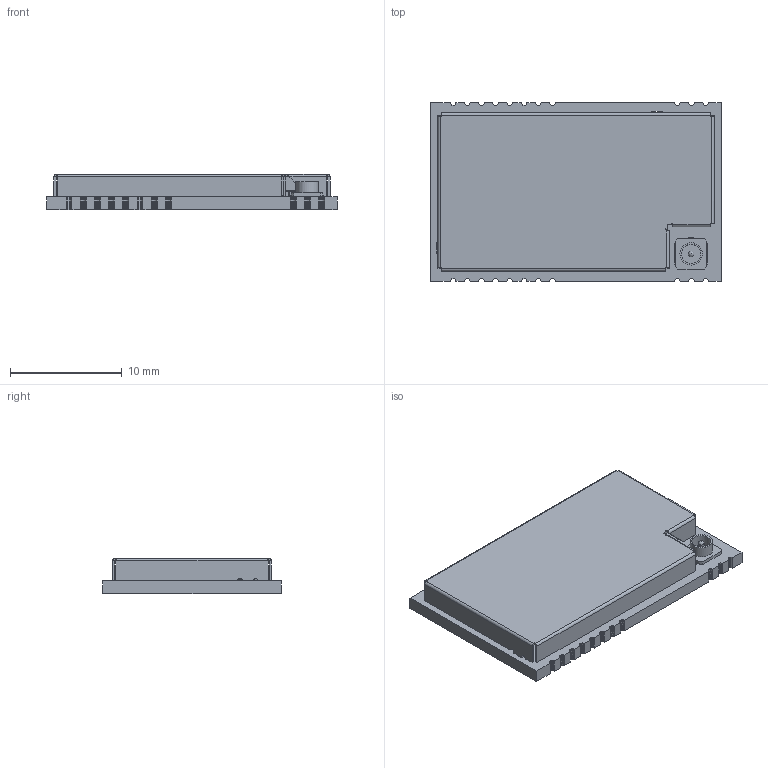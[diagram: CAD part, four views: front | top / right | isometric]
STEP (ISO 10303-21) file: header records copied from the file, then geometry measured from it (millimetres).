
FILE_DESCRIPTION(/* description */ (''),/* implementation_level */ '2;1');
FILE_NAME(/* name */ 'E220-900T22S(JP).step',/* time_stamp */ '2024-01-29T21:49:32+09:00',/* author */ (''),/* organization */ (''),/* preprocessor_version */ 'ST-DEVELOPER v20',/* originating_system */ 'Autodesk Translation Framework v12.14.0.127',/* authorisation */ '');
FILE_SCHEMA (('AUTOMOTIVE_DESIGN { 1 0 10303 214 3 1 1 }'));
Length unit declared in the file: millimetre
Products named in the file (80): E220-xxxT22S(3D); Board; C37; R9; R10; R11; R8; R7; LR2; C36; U4; User_Library-SOT23-5; C4; C1; XT1; User_Library-GeyerElectronics_KX7; U5; User_Library-SOT23-5_1; User_Library-SOT23-5_SOT23-5_Connector_Default; User_Library-SOT23-5_SOT23-5_Body_Default; R6; R5; User_Library-RESC0603X___; R4; R3; R2; R1; LR3; LR1; R0402; L9; L8; L7; L6; INDC2012X105N_EIA_0805; L5; L4; L3; L2; L1 ...
Assembly tree (143 placements, depth 4):
  E220-xxxT22S(3D)
    Board
    C37
      CAPC1005X56N_EIA_0402
    R9
      User_Library-RESC0603X___
    R10
      User_Library-RESC0603X___
    R11
      User_Library-RESC0603X___
    R8
      User_Library-RESC0603X___
    R7
      User_Library-RESC0603X___
    LR2
      R0402
    C36
      CAPC1005X56N_EIA_0402
    U4
      User_Library-SOT23-5
        User_Library-SOT23-5_SOT23-5_Connector_Default  x5
        User_Library-SOT23-5_SOT23-5_Body_Default
    C4
      CAPC1005X56N_EIA_0402
    C1
      CAPC1005X56N_EIA_0402
    XT1
      User_Library-GeyerElectronics_KX7
    U5
      User_Library-SOT23-5_1
        User_Library-SOT23-5_SOT23-5_Connector_Default  x5
        User_Library-SOT23-5_SOT23-5_Body_Default
    R6
      User_Library-RESC0603X___
    R5
      User_Library-RESC0603X___
    R4
      R0402
    R3
      R0402
    R2
      R0402
    R1
      R0402
    LR3
      R0402
    LR1
      R0402
    L9
      User_Library-Chip_InductorINDC1005X60N
    L8
      User_Library-Chip_InductorINDC1005X60N
    L7
      User_Library-Chip_InductorINDC1005X60N
    L6
      INDC2012X105N_EIA_0805
    L5
      User_Library-Chip_InductorINDC1005X60N
    L4
      User_Library-Chip_InductorINDC1005X60N
Bounding box: 26 x 16 x 3.15 mm (x, y, z)
Volume: 605.3 mm3; surface area: 2153.1 mm2
Topology: 93 solids, 93 shells, 4180 faces, 9877 edges, 5541 vertices
Faces by surface type: plane 2098, cylinder 1145, bspline 500, sphere 425, torus 12
Full cylindrical faces by diameter (mm): 0.5 x1, 1.7 x1, 2 x1
Entity records: 43035 total; most frequent: CARTESIAN_POINT 16007, ORIENTED_EDGE 5332, DIRECTION 4824, EDGE_CURVE 2666, LINE 2034, VECTOR 2034, VERTEX_POINT 1682, AXIS2_PLACEMENT_3D 1395
